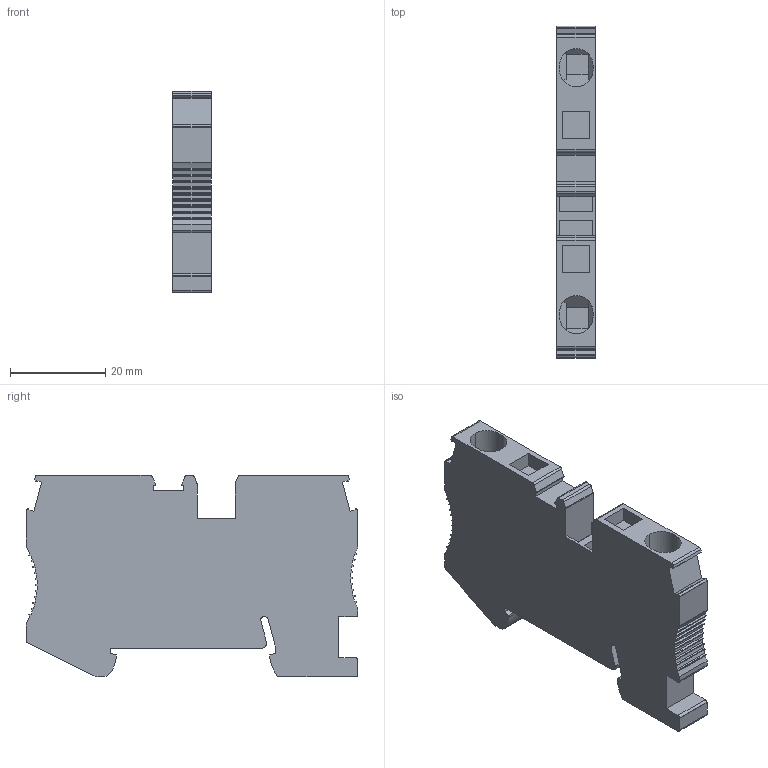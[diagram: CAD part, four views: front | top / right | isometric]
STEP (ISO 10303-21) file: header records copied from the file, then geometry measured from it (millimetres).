
FILE_DESCRIPTION(('STEP AP214'),'1');
FILE_NAME(' ',' ',('TraceParts'),('TraceParts S.A.'),'XStep 1.0',' ',' ');
FILE_SCHEMA(('automotive_design'));
Length unit declared in the file: millimetre
Products named in the file (1): NSYTRR62PEN
Bounding box: 8.15 x 69.5 x 42.2 mm (x, y, z)
Volume: 19019 mm3; surface area: 7963.5 mm2
Topology: 1 solids, 1 shells, 241 faces, 705 edges, 470 vertices
Faces by surface type: plane 131, cylinder 110
Entity records: 8174 total; most frequent: CARTESIAN_POINT 1679, ORIENTED_EDGE 1410, DIRECTION 1319, EDGE_CURVE 705, LINE 471, VECTOR 471, VERTEX_POINT 470, AXIS2_PLACEMENT_3D 424
